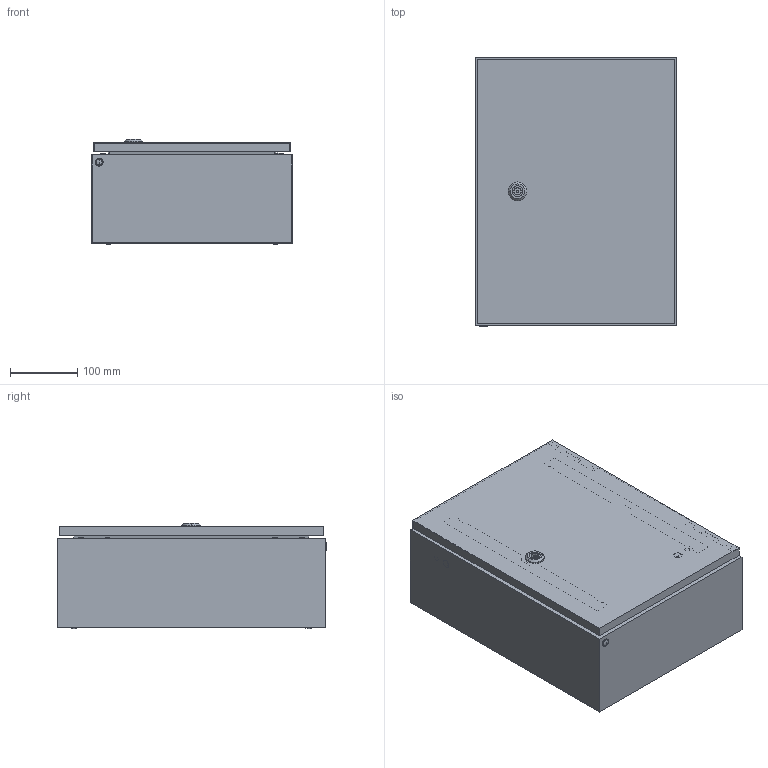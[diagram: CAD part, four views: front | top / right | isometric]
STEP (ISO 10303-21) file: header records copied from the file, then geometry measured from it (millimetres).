
FILE_DESCRIPTION (( 'STEP AP214' ), '1' );
FILE_NAME ('3331-3040-15-07.step', '2023-12-20T12:42:50', ( '' ), ( '' ), 'SwSTEP 2.0', 'SolidWorks 2019', '' );
FILE_SCHEMA (( 'AUTOMOTIVE_DESIGN' ));
Length unit declared in the file: millimetre
Products named in the file (4): 3331-3040-15-07; Korpus_wg_3040-15; Montageplattenbeipack_wg_3040; Tuer_wg_3331-3040-00-97
Assembly tree (3 placements, depth 2):
  3331-3040-15-07
    Korpus_wg_3040-15
    Tuer_wg_3331-3040-00-97
    Montageplattenbeipack_wg_3040
Bounding box: 300 x 402 x 156.85 mm (x, y, z)
Volume: 738018.8 mm3; surface area: 1035815.1 mm2
Topology: 19 solids, 23 shells, 1064 faces, 2633 edges, 1707 vertices
Faces by surface type: plane 552, cylinder 344, cone 130, sphere 18, bspline 16, torus 4
Entity records: 44178 total; most frequent: CARTESIAN_POINT 14624, DIRECTION 5347, ORIENTED_EDGE 5250, EDGE_CURVE 2625, AXIS2_PLACEMENT_3D 1956, VERTEX_POINT 1707, LINE 1435, VECTOR 1435
